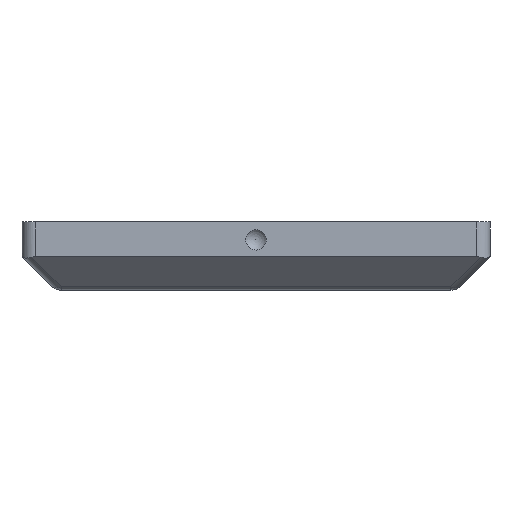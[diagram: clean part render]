
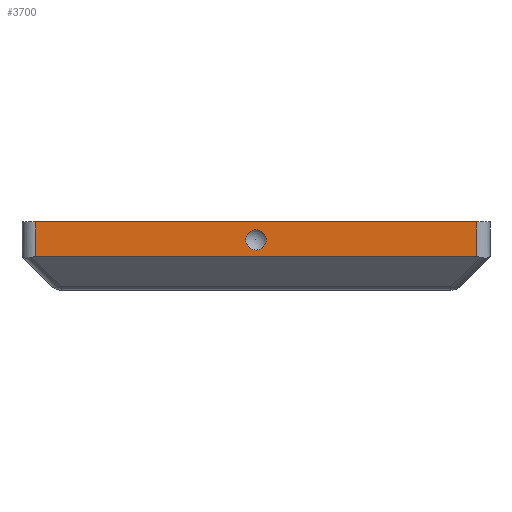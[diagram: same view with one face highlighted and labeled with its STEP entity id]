
A CAD part, left-side view. The second image highlights one B-rep face of the part: STEP entity #3700.
In plain terms, the highlighted planar face has unit normal (-1, 0, 0).
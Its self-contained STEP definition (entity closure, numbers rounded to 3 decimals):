
#222=FACE_BOUND('',#664,.T.);
#276=CIRCLE('',#3970,1.52);
#443=FACE_OUTER_BOUND('',#663,.T.);
#663=EDGE_LOOP('',(#2680,#2681,#2682,#2683));
#664=EDGE_LOOP('',(#2684));
#984=LINE('',#5870,#1309);
#985=LINE('',#5872,#1310);
#986=LINE('',#5874,#1311);
#987=LINE('',#5875,#1312);
#1309=VECTOR('',#4651,10.);
#1310=VECTOR('',#4652,10.);
#1311=VECTOR('',#4653,10.);
#1312=VECTOR('',#4654,10.);
#1639=VERTEX_POINT('',#5868);
#1640=VERTEX_POINT('',#5869);
#1641=VERTEX_POINT('',#5871);
#1642=VERTEX_POINT('',#5873);
#1643=VERTEX_POINT('',#5876);
#2044=EDGE_CURVE('',#1639,#1640,#984,.T.);
#2045=EDGE_CURVE('',#1641,#1639,#985,.T.);
#2046=EDGE_CURVE('',#1642,#1641,#986,.T.);
#2047=EDGE_CURVE('',#1640,#1642,#987,.T.);
#2048=EDGE_CURVE('',#1643,#1643,#276,.T.);
#2680=ORIENTED_EDGE('',*,*,#2044,.F.);
#2681=ORIENTED_EDGE('',*,*,#2045,.F.);
#2682=ORIENTED_EDGE('',*,*,#2046,.F.);
#2683=ORIENTED_EDGE('',*,*,#2047,.F.);
#2684=ORIENTED_EDGE('',*,*,#2048,.T.);
#3580=PLANE('',#3969);
#3700=ADVANCED_FACE('',(#443,#222),#3580,.T.);
#3969=AXIS2_PLACEMENT_3D('',#5867,#4649,#4650);
#3970=AXIS2_PLACEMENT_3D('',#5877,#4655,#4656);
#4649=DIRECTION('center_axis',(-1.,0.,0.));
#4650=DIRECTION('ref_axis',(0.,-1.,0.));
#4651=DIRECTION('',(0.,0.,1.));
#4652=DIRECTION('',(0.,1.,0.));
#4653=DIRECTION('',(0.,0.,-1.));
#4654=DIRECTION('',(0.,-1.,0.));
#4655=DIRECTION('center_axis',(1.,0.,0.));
#4656=DIRECTION('ref_axis',(0.,0.,-1.));
#5867=CARTESIAN_POINT('Origin',(-57.7,34.95,0.));
#5868=CARTESIAN_POINT('',(-57.7,32.95,5.));
#5869=CARTESIAN_POINT('',(-57.7,32.95,10.2));
#5870=CARTESIAN_POINT('',(-57.7,32.95,0.));
#5871=CARTESIAN_POINT('',(-57.7,-32.95,5.));
#5872=CARTESIAN_POINT('',(-57.7,17.475,5.));
#5873=CARTESIAN_POINT('',(-57.7,-32.95,10.2));
#5874=CARTESIAN_POINT('',(-57.7,-32.95,0.));
#5875=CARTESIAN_POINT('',(-57.7,-34.95,10.2));
#5876=CARTESIAN_POINT('',(-57.7,1.52,7.511));
#5877=CARTESIAN_POINT('Origin',(-57.7,0.,7.511));
